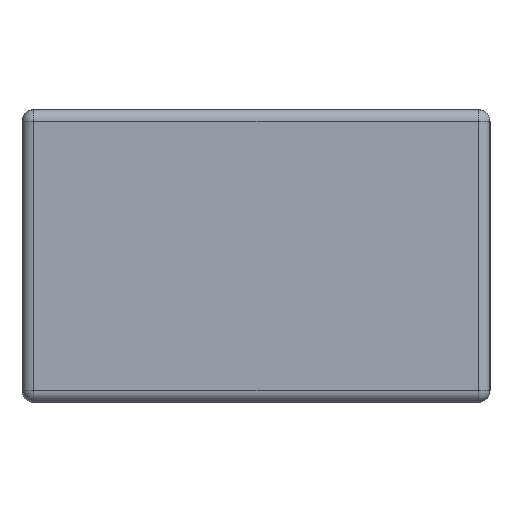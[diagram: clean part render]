
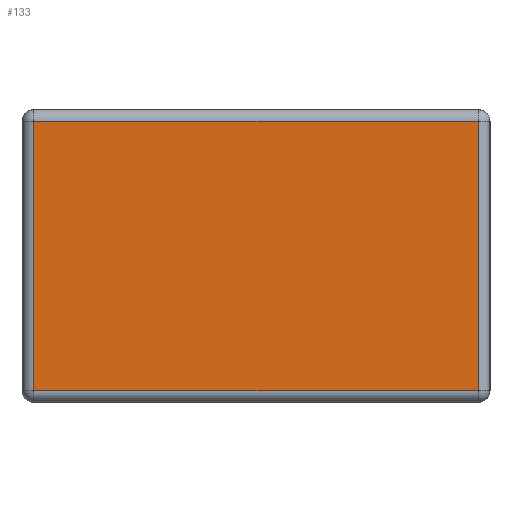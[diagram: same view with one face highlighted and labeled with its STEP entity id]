
A CAD part, front view. The second image highlights one B-rep face of the part: STEP entity #133.
In plain terms, the highlighted planar face has unit normal (0, -1, 0).
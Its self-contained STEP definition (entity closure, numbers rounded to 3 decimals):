
#133 = ADVANCED_FACE( '', ( #243 ), #244, .T. );
#243 = FACE_OUTER_BOUND( '', #341, .T. );
#244 = PLANE( '', #342 );
#341 = EDGE_LOOP( '', ( #509, #510, #511, #512 ) );
#342 = AXIS2_PLACEMENT_3D( '', #513, #514, #515 );
#509 = ORIENTED_EDGE( '', *, *, #680, .T. );
#510 = ORIENTED_EDGE( '', *, *, #648, .T. );
#511 = ORIENTED_EDGE( '', *, *, #651, .T. );
#512 = ORIENTED_EDGE( '', *, *, #654, .T. );
#513 = CARTESIAN_POINT( '', ( -0.4, -0.3, -0.25 ) );
#514 = DIRECTION( '', ( 0., -1., 0. ) );
#515 = DIRECTION( '', ( 0., 0., -1. ) );
#648 = EDGE_CURVE( '', #757, #759, #761, .T. );
#651 = EDGE_CURVE( '', #759, #763, #765, .T. );
#654 = EDGE_CURVE( '', #763, #713, #768, .T. );
#680 = EDGE_CURVE( '', #713, #757, #802, .T. );
#713 = VERTEX_POINT( '', #841 );
#757 = VERTEX_POINT( '', #898 );
#759 = VERTEX_POINT( '', #900 );
#761 = LINE( '', #902, #903 );
#763 = VERTEX_POINT( '', #905 );
#765 = LINE( '', #907, #908 );
#768 = LINE( '', #911, #912 );
#802 = LINE( '', #954, #955 );
#841 = CARTESIAN_POINT( '', ( -0.38, -0.3, 0.23 ) );
#898 = CARTESIAN_POINT( '', ( -0.38, -0.3, -0.23 ) );
#900 = CARTESIAN_POINT( '', ( 0.38, -0.3, -0.23 ) );
#902 = CARTESIAN_POINT( '', ( 0.4, -0.3, -0.23 ) );
#903 = VECTOR( '', #1033, 1000. );
#905 = CARTESIAN_POINT( '', ( 0.38, -0.3, 0.23 ) );
#907 = CARTESIAN_POINT( '', ( 0.38, -0.3, 0.25 ) );
#908 = VECTOR( '', #1037, 1000. );
#911 = CARTESIAN_POINT( '', ( -0.4, -0.3, 0.23 ) );
#912 = VECTOR( '', #1041, 1000. );
#954 = CARTESIAN_POINT( '', ( -0.38, -0.3, -0.25 ) );
#955 = VECTOR( '', #1080, 1000. );
#1033 = DIRECTION( '', ( 1., 0., 0. ) );
#1037 = DIRECTION( '', ( 0., 0., 1. ) );
#1041 = DIRECTION( '', ( -1., 0., 0. ) );
#1080 = DIRECTION( '', ( 0., 0., -1. ) );
